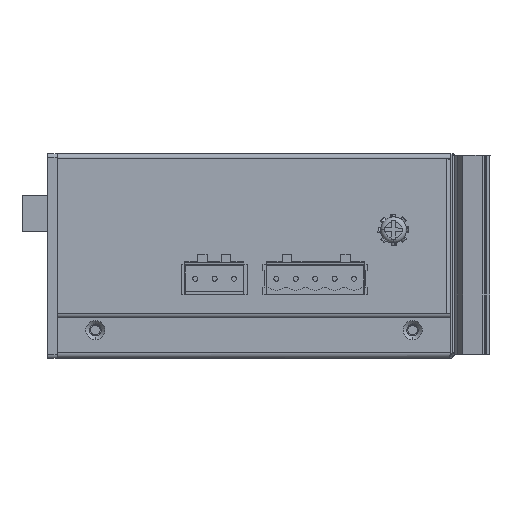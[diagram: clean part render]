
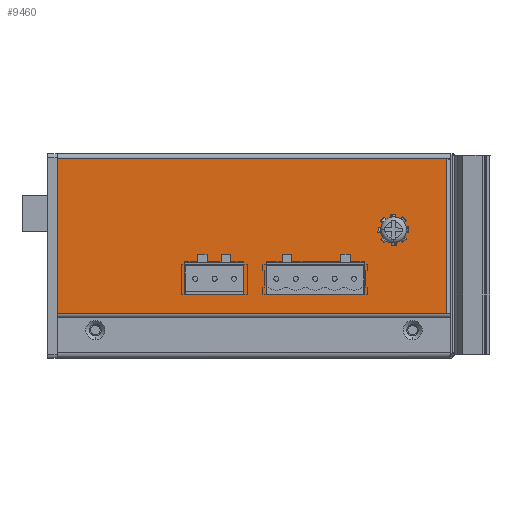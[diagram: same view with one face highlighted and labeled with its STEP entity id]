
A CAD part, left-side view. The second image highlights one B-rep face of the part: STEP entity #9460.
In plain terms, the highlighted planar face has unit normal (-1, 0, 0).
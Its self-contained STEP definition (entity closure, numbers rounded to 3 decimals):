
#6759=DIRECTION('',(0.,-1.,0.));
#6760=VECTOR('',#6759,101.8);
#6761=CARTESIAN_POINT('',(-73.838,34.974,1.2));
#6762=LINE('',#6761,#6760);
#6901=DIRECTION('',(0.,0.,-1.));
#6902=VECTOR('',#6901,40.7);
#6903=CARTESIAN_POINT('',(-73.838,-66.826,41.9));
#6904=LINE('',#6903,#6902);
#6905=DIRECTION('',(0.,-1.,0.));
#6906=VECTOR('',#6905,3.38);
#6907=CARTESIAN_POINT('',(-73.838,-18.076,28.3));
#6908=LINE('',#6907,#6906);
#6909=DIRECTION('',(0.,0.,-1.));
#6910=VECTOR('',#6909,2.);
#6911=CARTESIAN_POINT('',(-73.838,-21.456,28.3));
#6912=LINE('',#6911,#6910);
#6913=DIRECTION('',(0.,-1.,0.));
#6914=VECTOR('',#6913,2.5);
#6915=CARTESIAN_POINT('',(-73.838,-21.456,26.3));
#6916=LINE('',#6915,#6914);
#6917=DIRECTION('',(0.,0.,1.));
#6918=VECTOR('',#6917,2.);
#6919=CARTESIAN_POINT('',(-73.838,-23.956,26.3));
#6920=LINE('',#6919,#6918);
#6921=DIRECTION('',(0.,-1.,0.));
#6922=VECTOR('',#6921,3.64);
#6923=CARTESIAN_POINT('',(-73.838,-23.956,28.3));
#6924=LINE('',#6923,#6922);
#6925=DIRECTION('',(0.,0.,-1.));
#6926=VECTOR('',#6925,2.);
#6927=CARTESIAN_POINT('',(-73.838,-27.596,28.3));
#6928=LINE('',#6927,#6926);
#6929=DIRECTION('',(0.,-1.,0.));
#6930=VECTOR('',#6929,2.5);
#6931=CARTESIAN_POINT('',(-73.838,-27.596,26.3));
#6932=LINE('',#6931,#6930);
#6933=DIRECTION('',(0.,0.,1.));
#6934=VECTOR('',#6933,2.);
#6935=CARTESIAN_POINT('',(-73.838,-30.096,26.3));
#6936=LINE('',#6935,#6934);
#6937=DIRECTION('',(0.,-1.,0.));
#6938=VECTOR('',#6937,3.38);
#6939=CARTESIAN_POINT('',(-73.838,-30.096,28.3));
#6940=LINE('',#6939,#6938);
#6941=DIRECTION('',(0.,0.,1.));
#6942=VECTOR('',#6941,8.4);
#6943=CARTESIAN_POINT('',(-73.838,-33.476,28.3));
#6944=LINE('',#6943,#6942);
#6945=DIRECTION('',(0.,1.,0.));
#6946=VECTOR('',#6945,15.4);
#6947=CARTESIAN_POINT('',(-73.838,-33.476,36.7));
#6948=LINE('',#6947,#6946);
#6949=DIRECTION('',(0.,0.,-1.));
#6950=VECTOR('',#6949,8.4);
#6951=CARTESIAN_POINT('',(-73.838,-18.076,36.7));
#6952=LINE('',#6951,#6950);
#6953=DIRECTION('',(0.,0.,1.));
#6954=VECTOR('',#6953,2.);
#6955=CARTESIAN_POINT('',(-73.838,-7.926,26.3));
#6956=LINE('',#6955,#6954);
#6957=DIRECTION('',(0.,-1.,0.));
#6958=VECTOR('',#6957,4.15);
#6959=CARTESIAN_POINT('',(-73.838,-7.926,28.3));
#6960=LINE('',#6959,#6958);
#6961=DIRECTION('',(0.,0.,1.));
#6962=VECTOR('',#6961,8.4);
#6963=CARTESIAN_POINT('',(-73.838,-12.076,28.3));
#6964=LINE('',#6963,#6962);
#6965=DIRECTION('',(0.,1.,0.));
#6966=VECTOR('',#6965,25.6);
#6967=CARTESIAN_POINT('',(-73.838,-12.076,36.7));
#6968=LINE('',#6967,#6966);
#6969=DIRECTION('',(0.,0.,-1.));
#6970=VECTOR('',#6969,8.4);
#6971=CARTESIAN_POINT('',(-73.838,13.524,36.7));
#6972=LINE('',#6971,#6970);
#6973=DIRECTION('',(0.,-1.,0.));
#6974=VECTOR('',#6973,3.65);
#6975=CARTESIAN_POINT('',(-73.838,13.524,28.3));
#6976=LINE('',#6975,#6974);
#6977=DIRECTION('',(0.,0.,-1.));
#6978=VECTOR('',#6977,2.);
#6979=CARTESIAN_POINT('',(-73.838,9.874,28.3));
#6980=LINE('',#6979,#6978);
#6981=DIRECTION('',(0.,-1.,0.));
#6982=VECTOR('',#6981,2.5);
#6983=CARTESIAN_POINT('',(-73.838,9.874,26.3));
#6984=LINE('',#6983,#6982);
#6985=DIRECTION('',(0.,0.,1.));
#6986=VECTOR('',#6985,2.);
#6987=CARTESIAN_POINT('',(-73.838,7.374,26.3));
#6988=LINE('',#6987,#6986);
#6989=DIRECTION('',(0.,-1.,0.));
#6990=VECTOR('',#6989,12.8);
#6991=CARTESIAN_POINT('',(-73.838,7.374,28.3));
#6992=LINE('',#6991,#6990);
#6993=DIRECTION('',(0.,0.,-1.));
#6994=VECTOR('',#6993,2.);
#6995=CARTESIAN_POINT('',(-73.838,-5.426,28.3));
#6996=LINE('',#6995,#6994);
#6997=DIRECTION('',(0.,-1.,0.));
#6998=VECTOR('',#6997,2.5);
#6999=CARTESIAN_POINT('',(-73.838,-5.426,26.3));
#7000=LINE('',#6999,#6998);
#7001=CARTESIAN_POINT('',(-73.838,21.174,19.964));
#7002=DIRECTION('',(-1.,0.,0.));
#7003=DIRECTION('',(0.,0.,1.));
#7004=AXIS2_PLACEMENT_3D('',#7001,#7002,#7003);
#7006=CARTESIAN_POINT('',(-73.838,21.174,19.964));
#7007=DIRECTION('',(-1.,0.,0.));
#7008=DIRECTION('',(0.,0.,-1.));
#7009=AXIS2_PLACEMENT_3D('',#7006,#7007,#7008);
#7011=DIRECTION('',(0.,1.,0.));
#7012=VECTOR('',#7011,101.8);
#7013=CARTESIAN_POINT('',(-73.838,-66.826,41.9));
#7014=LINE('',#7013,#7012);
#7110=DIRECTION('',(0.,0.,-1.));
#7111=VECTOR('',#7110,40.7);
#7112=CARTESIAN_POINT('',(-73.838,34.974,41.9));
#7113=LINE('',#7112,#7111);
#8023=CARTESIAN_POINT('',(-73.838,34.974,1.2));
#8024=VERTEX_POINT('',#8023);
#8025=CARTESIAN_POINT('',(-73.838,-66.826,1.2));
#8026=VERTEX_POINT('',#8025);
#8033=CARTESIAN_POINT('',(-73.838,-66.826,41.9));
#8034=VERTEX_POINT('',#8033);
#8057=CARTESIAN_POINT('',(-73.838,34.974,41.9));
#8058=VERTEX_POINT('',#8057);
#8059=CARTESIAN_POINT('',(-73.838,-18.076,28.3));
#8060=CARTESIAN_POINT('',(-73.838,-21.456,28.3));
#8061=VERTEX_POINT('',#8059);
#8062=VERTEX_POINT('',#8060);
#8063=CARTESIAN_POINT('',(-73.838,-21.456,26.3));
#8064=VERTEX_POINT('',#8063);
#8065=CARTESIAN_POINT('',(-73.838,-23.956,26.3));
#8066=VERTEX_POINT('',#8065);
#8067=CARTESIAN_POINT('',(-73.838,-23.956,28.3));
#8068=VERTEX_POINT('',#8067);
#8069=CARTESIAN_POINT('',(-73.838,-27.596,28.3));
#8070=VERTEX_POINT('',#8069);
#8071=CARTESIAN_POINT('',(-73.838,-27.596,26.3));
#8072=VERTEX_POINT('',#8071);
#8073=CARTESIAN_POINT('',(-73.838,-30.096,26.3));
#8074=VERTEX_POINT('',#8073);
#8075=CARTESIAN_POINT('',(-73.838,-30.096,28.3));
#8076=VERTEX_POINT('',#8075);
#8077=CARTESIAN_POINT('',(-73.838,-33.476,28.3));
#8078=VERTEX_POINT('',#8077);
#8079=CARTESIAN_POINT('',(-73.838,-33.476,36.7));
#8080=VERTEX_POINT('',#8079);
#8081=CARTESIAN_POINT('',(-73.838,-18.076,36.7));
#8082=VERTEX_POINT('',#8081);
#8083=CARTESIAN_POINT('',(-73.838,-7.926,26.3));
#8084=CARTESIAN_POINT('',(-73.838,-7.926,28.3));
#8085=VERTEX_POINT('',#8083);
#8086=VERTEX_POINT('',#8084);
#8087=CARTESIAN_POINT('',(-73.838,-12.076,28.3));
#8088=VERTEX_POINT('',#8087);
#8089=CARTESIAN_POINT('',(-73.838,-12.076,36.7));
#8090=VERTEX_POINT('',#8089);
#8091=CARTESIAN_POINT('',(-73.838,13.524,36.7));
#8092=VERTEX_POINT('',#8091);
#8093=CARTESIAN_POINT('',(-73.838,13.524,28.3));
#8094=VERTEX_POINT('',#8093);
#8095=CARTESIAN_POINT('',(-73.838,9.874,28.3));
#8096=VERTEX_POINT('',#8095);
#8097=CARTESIAN_POINT('',(-73.838,9.874,26.3));
#8098=VERTEX_POINT('',#8097);
#8099=CARTESIAN_POINT('',(-73.838,7.374,26.3));
#8100=VERTEX_POINT('',#8099);
#8101=CARTESIAN_POINT('',(-73.838,7.374,28.3));
#8102=VERTEX_POINT('',#8101);
#8103=CARTESIAN_POINT('',(-73.838,-5.426,28.3));
#8104=VERTEX_POINT('',#8103);
#8105=CARTESIAN_POINT('',(-73.838,-5.426,26.3));
#8106=VERTEX_POINT('',#8105);
#8107=CARTESIAN_POINT('',(-73.838,21.174,21.614));
#8108=CARTESIAN_POINT('',(-73.838,21.174,18.314));
#8109=VERTEX_POINT('',#8107);
#8110=VERTEX_POINT('',#8108);
#9389=CARTESIAN_POINT('',(-73.838,-66.826,1.));
#9390=DIRECTION('',(-1.,0.,0.));
#9391=DIRECTION('',(0.,0.,1.));
#9392=AXIS2_PLACEMENT_3D('',#9389,#9390,#9391);
#9393=PLANE('',#9392);
#9395=ORIENTED_EDGE('',*,*,#9394,.F.);
#9396=ORIENTED_EDGE('',*,*,#9257,.T.);
#9397=ORIENTED_EDGE('',*,*,#9195,.F.);
#9399=ORIENTED_EDGE('',*,*,#9398,.F.);
#9400=EDGE_LOOP('',(#9395,#9396,#9397,#9399));
#9401=FACE_OUTER_BOUND('',#9400,.F.);
#9403=ORIENTED_EDGE('',*,*,#9402,.T.);
#9405=ORIENTED_EDGE('',*,*,#9404,.T.);
#9407=ORIENTED_EDGE('',*,*,#9406,.T.);
#9409=ORIENTED_EDGE('',*,*,#9408,.T.);
#9411=ORIENTED_EDGE('',*,*,#9410,.T.);
#9413=ORIENTED_EDGE('',*,*,#9412,.T.);
#9415=ORIENTED_EDGE('',*,*,#9414,.T.);
#9417=ORIENTED_EDGE('',*,*,#9416,.T.);
#9419=ORIENTED_EDGE('',*,*,#9418,.T.);
#9421=ORIENTED_EDGE('',*,*,#9420,.T.);
#9423=ORIENTED_EDGE('',*,*,#9422,.T.);
#9425=ORIENTED_EDGE('',*,*,#9424,.T.);
#9426=EDGE_LOOP('',(#9403,#9405,#9407,#9409,#9411,#9413,#9415,#9417,#9419,#9421,
#9423,#9425));
#9427=FACE_BOUND('',#9426,.F.);
#9429=ORIENTED_EDGE('',*,*,#9428,.T.);
#9431=ORIENTED_EDGE('',*,*,#9430,.T.);
#9433=ORIENTED_EDGE('',*,*,#9432,.T.);
#9435=ORIENTED_EDGE('',*,*,#9434,.T.);
#9437=ORIENTED_EDGE('',*,*,#9436,.T.);
#9439=ORIENTED_EDGE('',*,*,#9438,.T.);
#9441=ORIENTED_EDGE('',*,*,#9440,.T.);
#9443=ORIENTED_EDGE('',*,*,#9442,.T.);
#9445=ORIENTED_EDGE('',*,*,#9444,.T.);
#9447=ORIENTED_EDGE('',*,*,#9446,.T.);
#9449=ORIENTED_EDGE('',*,*,#9448,.T.);
#9451=ORIENTED_EDGE('',*,*,#9450,.T.);
#9452=EDGE_LOOP('',(#9429,#9431,#9433,#9435,#9437,#9439,#9441,#9443,#9445,#9447,
#9449,#9451));
#9453=FACE_BOUND('',#9452,.F.);
#9455=ORIENTED_EDGE('',*,*,#9454,.T.);
#9457=ORIENTED_EDGE('',*,*,#9456,.T.);
#9458=EDGE_LOOP('',(#9455,#9457));
#9459=FACE_BOUND('',#9458,.F.);
#7005=CIRCLE('',#7004,1.65);
#7010=CIRCLE('',#7009,1.65);
#9195=EDGE_CURVE('',#8024,#8026,#6762,.T.);
#9257=EDGE_CURVE('',#8034,#8026,#6904,.T.);
#9394=EDGE_CURVE('',#8034,#8058,#7014,.T.);
#9398=EDGE_CURVE('',#8058,#8024,#7113,.T.);
#9402=EDGE_CURVE('',#8061,#8062,#6908,.T.);
#9404=EDGE_CURVE('',#8062,#8064,#6912,.T.);
#9406=EDGE_CURVE('',#8064,#8066,#6916,.T.);
#9408=EDGE_CURVE('',#8066,#8068,#6920,.T.);
#9410=EDGE_CURVE('',#8068,#8070,#6924,.T.);
#9412=EDGE_CURVE('',#8070,#8072,#6928,.T.);
#9414=EDGE_CURVE('',#8072,#8074,#6932,.T.);
#9416=EDGE_CURVE('',#8074,#8076,#6936,.T.);
#9418=EDGE_CURVE('',#8076,#8078,#6940,.T.);
#9420=EDGE_CURVE('',#8078,#8080,#6944,.T.);
#9422=EDGE_CURVE('',#8080,#8082,#6948,.T.);
#9424=EDGE_CURVE('',#8082,#8061,#6952,.T.);
#9428=EDGE_CURVE('',#8085,#8086,#6956,.T.);
#9430=EDGE_CURVE('',#8086,#8088,#6960,.T.);
#9432=EDGE_CURVE('',#8088,#8090,#6964,.T.);
#9434=EDGE_CURVE('',#8090,#8092,#6968,.T.);
#9436=EDGE_CURVE('',#8092,#8094,#6972,.T.);
#9438=EDGE_CURVE('',#8094,#8096,#6976,.T.);
#9440=EDGE_CURVE('',#8096,#8098,#6980,.T.);
#9442=EDGE_CURVE('',#8098,#8100,#6984,.T.);
#9444=EDGE_CURVE('',#8100,#8102,#6988,.T.);
#9446=EDGE_CURVE('',#8102,#8104,#6992,.T.);
#9448=EDGE_CURVE('',#8104,#8106,#6996,.T.);
#9450=EDGE_CURVE('',#8106,#8085,#7000,.T.);
#9454=EDGE_CURVE('',#8109,#8110,#7005,.T.);
#9456=EDGE_CURVE('',#8110,#8109,#7010,.T.);
#9460=ADVANCED_FACE('',(#9401,#9427,#9453,#9459),#9393,.T.);
